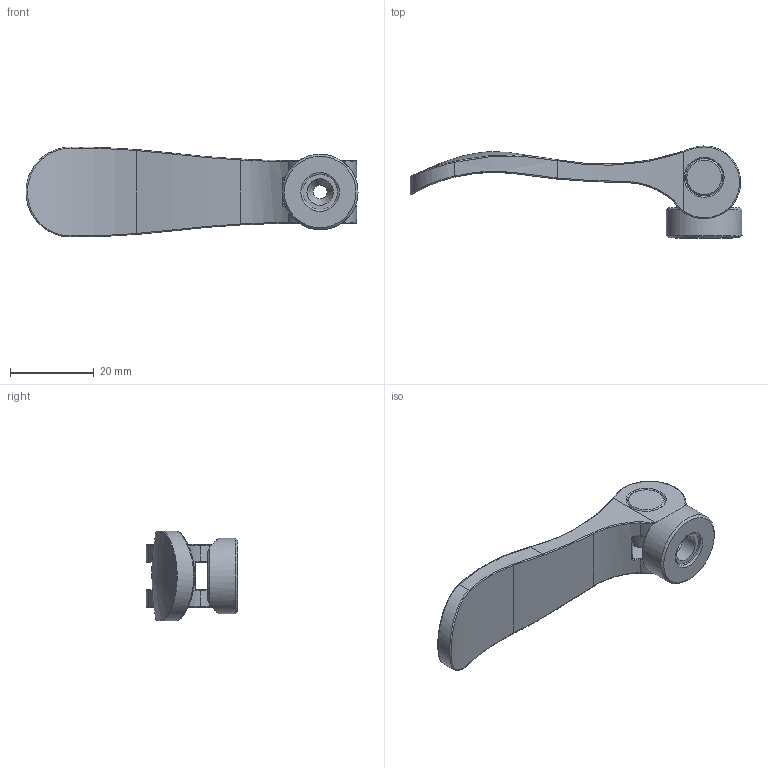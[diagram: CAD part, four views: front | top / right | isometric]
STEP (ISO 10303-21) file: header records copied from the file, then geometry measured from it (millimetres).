
FILE_DESCRIPTION(/* description */ (''),/* implementation_level */ '2;1');
FILE_NAME(/* name */ '2030N15_NO_THREADS_Clamping_Handle_with_Internal_Thread.step',/* time_stamp */ '2025-04-14T17:05:31-04:00',/* author */ (''),/* organization */ (''),/* preprocessor_version */ 'ST-DEVELOPER v20.1',/* originating_system */ 'Autodesk Translation Framework v14.4.0.0',/* authorisation */ '');
FILE_SCHEMA (('AUTOMOTIVE_DESIGN { 1 0 10303 214 3 1 1 }'));
Length unit declared in the file: millimetre
Products named in the file (1): 2030N15_NO THREADS_Clamping Handle with Internal Thread
Bounding box: 79.44 x 22 x 21.5 mm (x, y, z)
Volume: 8809.1 mm3; surface area: 5755.4 mm2
Topology: 3 solids, 3 shells, 86 faces, 198 edges, 115 vertices
Faces by surface type: cylinder 28, bspline 25, cone 11, plane 11, torus 11
Full cylindrical faces by diameter (mm): 6.35 x1, 8.35 x1, 9 x3, 18.1 x1
Entity records: 4321 total; most frequent: CARTESIAN_POINT 2501, ORIENTED_EDGE 388, DIRECTION 345, EDGE_CURVE 194, AXIS2_PLACEMENT_3D 149, VERTEX_POINT 115, EDGE_LOOP 95, CIRCLE 87
